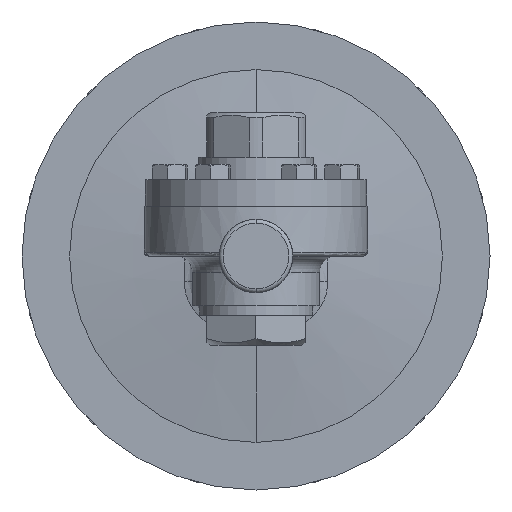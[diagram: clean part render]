
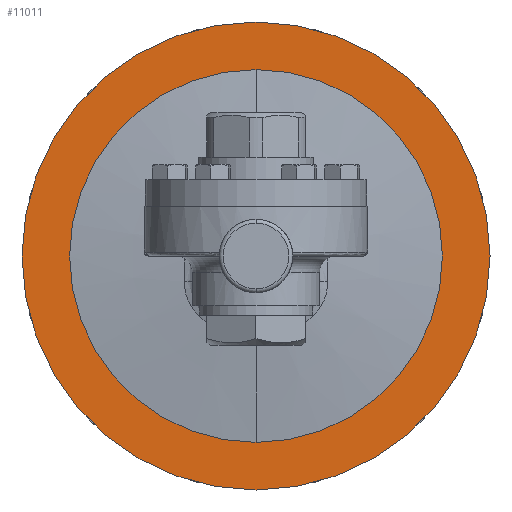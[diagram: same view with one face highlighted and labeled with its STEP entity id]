
A CAD part, front view. The second image highlights one B-rep face of the part: STEP entity #11011.
In plain terms, the highlighted planar face has unit normal (0, -1, 0).
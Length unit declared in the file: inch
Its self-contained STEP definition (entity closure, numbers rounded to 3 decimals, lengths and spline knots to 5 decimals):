
#676 = CARTESIAN_POINT ( 'NONE',  ( 0., 2.25, 3.565 ) ) ;
#1160 = DIRECTION ( 'NONE',  ( 0., -1., 0. ) ) ;
#1898 = CARTESIAN_POINT ( 'NONE',  ( 0., 2.25, 0. ) ) ;
#2724 = DIRECTION ( 'NONE',  ( 0., -1., 0. ) ) ;
#3071 = DIRECTION ( 'NONE',  ( 0., 0., -1. ) ) ;
#3525 = CARTESIAN_POINT ( 'NONE',  ( 0., 2.25, 0. ) ) ;
#4053 = ORIENTED_EDGE ( 'NONE', *, *, #13679, .F. ) ;
#4318 = DIRECTION ( 'NONE',  ( 0., -1., 0. ) ) ;
#4696 = DIRECTION ( 'NONE',  ( 0., 0., -1. ) ) ;
#5231 = CARTESIAN_POINT ( 'NONE',  ( 0., 2.25, -2.84 ) ) ;
#5932 = AXIS2_PLACEMENT_3D ( 'NONE', #8927, #4318, #12404 ) ;
#6252 = CIRCLE ( 'NONE', #9071, 3.565 ) ;
#6856 = FACE_BOUND ( 'NONE', #9669, .T. ) ;
#6931 = VERTEX_POINT ( 'NONE', #14809 ) ;
#6935 = AXIS2_PLACEMENT_3D ( 'NONE', #9710, #2724, #10856 ) ;
#7333 = EDGE_CURVE ( 'NONE', #6931, #13738, #7525, .T. ) ;
#7525 = CIRCLE ( 'NONE', #12905, 2.84 ) ;
#8138 = CARTESIAN_POINT ( 'NONE',  ( 0., 2.25, 0. ) ) ;
#8927 = CARTESIAN_POINT ( 'NONE',  ( 0., 2.25, -3.655 ) ) ;
#9071 = AXIS2_PLACEMENT_3D ( 'NONE', #8138, #1160, #9316 ) ;
#9316 = DIRECTION ( 'NONE',  ( 0., 0., -1. ) ) ;
#9333 = CIRCLE ( 'NONE', #9847, 3.565 ) ;
#9487 = EDGE_LOOP ( 'NONE', ( #12388, #10743 ) ) ;
#9669 = EDGE_LOOP ( 'NONE', ( #10694, #4053 ) ) ;
#9710 = CARTESIAN_POINT ( 'NONE',  ( 0., 2.25, 0. ) ) ;
#9847 = AXIS2_PLACEMENT_3D ( 'NONE', #3525, #11619, #4696 ) ;
#10031 = DIRECTION ( 'NONE',  ( 0., -1., 0. ) ) ;
#10694 = ORIENTED_EDGE ( 'NONE', *, *, #7333, .F. ) ;
#10743 = ORIENTED_EDGE ( 'NONE', *, *, #13146, .T. ) ;
#10856 = DIRECTION ( 'NONE',  ( 0., 0., -1. ) ) ;
#10917 = VERTEX_POINT ( 'NONE', #676 ) ;
#11011 = ADVANCED_FACE ( 'NONE', ( #6856, #12269 ), #13501, .T. ) ;
#11496 = CIRCLE ( 'NONE', #6935, 2.84 ) ;
#11515 = CARTESIAN_POINT ( 'NONE',  ( 0., 2.25, -3.565 ) ) ;
#11619 = DIRECTION ( 'NONE',  ( 0., -1., 0. ) ) ;
#12269 = FACE_OUTER_BOUND ( 'NONE', #9487, .T. ) ;
#12388 = ORIENTED_EDGE ( 'NONE', *, *, #13157, .T. ) ;
#12404 = DIRECTION ( 'NONE',  ( 0., 0., -1. ) ) ;
#12689 = VERTEX_POINT ( 'NONE', #11515 ) ;
#12905 = AXIS2_PLACEMENT_3D ( 'NONE', #1898, #10031, #3071 ) ;
#13146 = EDGE_CURVE ( 'NONE', #10917, #12689, #6252, .T. ) ;
#13157 = EDGE_CURVE ( 'NONE', #12689, #10917, #9333, .T. ) ;
#13501 = PLANE ( 'NONE',  #5932 ) ;
#13679 = EDGE_CURVE ( 'NONE', #13738, #6931, #11496, .T. ) ;
#13738 = VERTEX_POINT ( 'NONE', #5231 ) ;
#14809 = CARTESIAN_POINT ( 'NONE',  ( 0., 2.25, 2.84 ) ) ;
